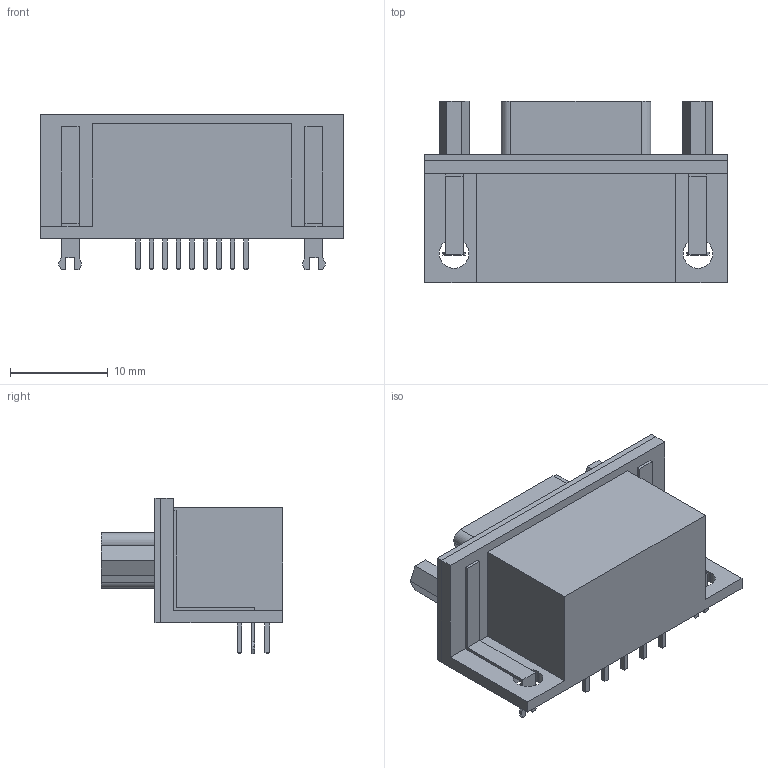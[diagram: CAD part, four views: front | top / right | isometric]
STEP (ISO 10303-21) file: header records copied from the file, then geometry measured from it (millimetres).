
FILE_DESCRIPTION(('STEP AP214'),'1');
FILE_NAME('CONN_A-DF 09 AKG-T2S_ASM','2022-11-27T01:18:10',(''),(''),'','','');
FILE_SCHEMA(('AUTOMOTIVE_DESIGN'));
Length unit declared in the file: millimetre
Products named in the file (1): product
Bounding box: 31.06 x 18.59 x 15.98 mm (x, y, z)
Volume: 3730 mm3; surface area: 3625.4 mm2
Topology: 22 solids, 22 shells, 280 faces, 618 edges, 388 vertices
Faces by surface type: plane 264, cylinder 16
Entity records: 7164 total; most frequent: ORIENTED_EDGE 1236, DIRECTION 1212, CARTESIAN_POINT 685, EDGE_CURVE 618, LINE 586, VECTOR 586, VERTEX_POINT 388, AXIS2_PLACEMENT_3D 313
